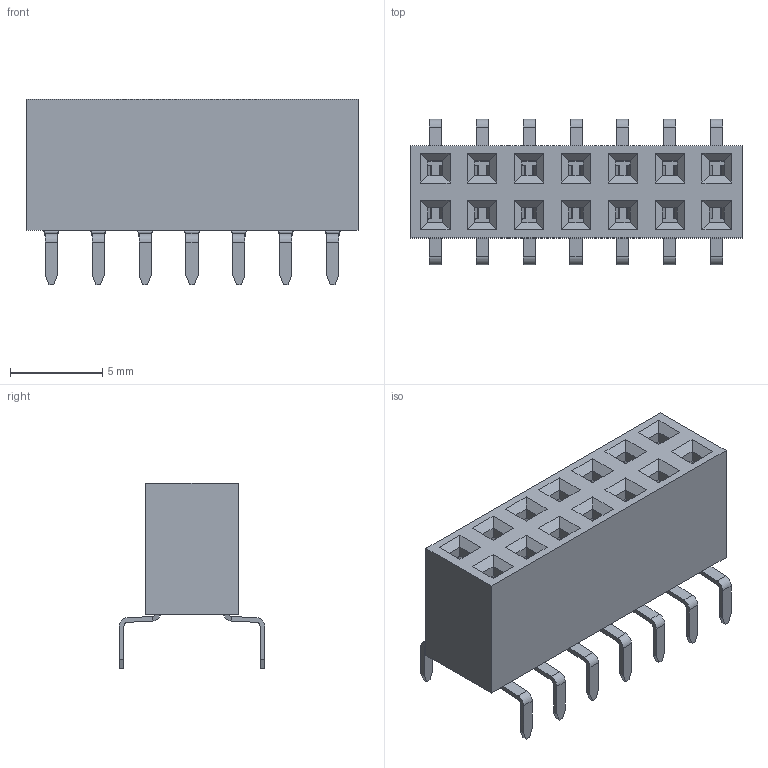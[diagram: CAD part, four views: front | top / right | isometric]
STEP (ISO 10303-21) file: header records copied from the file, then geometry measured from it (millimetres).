
FILE_DESCRIPTION( ('This file contains a STEP AP42 implementation' ,'as created by ZW3D STEP Interface translator.') ,'2;1' );
FILE_NAME( '2171-2XXWXXCUNX2.stp' ,'23 5 3. 95658', (''), ('ZWCAD Software Co.'), 'Version 1.0', 'ZW3D to STEP translator', '' );
FILE_SCHEMA(('AUTOMOTIVE_DESIGN { 1 0 10303 214 1 1 1 1 }'));
Length unit declared in the file: millimetre
Products named in the file (2): 0; 2171-207WG0CUNT2
Bounding box: 17.98 x 7.87 x 10.06 mm (x, y, z)
Volume: 473.7 mm3; surface area: 1636.4 mm2
Topology: 1 solids, 1 shells, 1392 faces, 4156 edges, 2752 vertices
Faces by surface type: plane 944, cylinder 448
Entity records: 48576 total; most frequent: CARTESIAN_POINT 8581, ORIENTED_EDGE 8312, DIRECTION 7838, EDGE_CURVE 4156, VECTOR 3148, LINE 3148, VERTEX_POINT 2752, AXIS2_PLACEMENT_3D 2345
